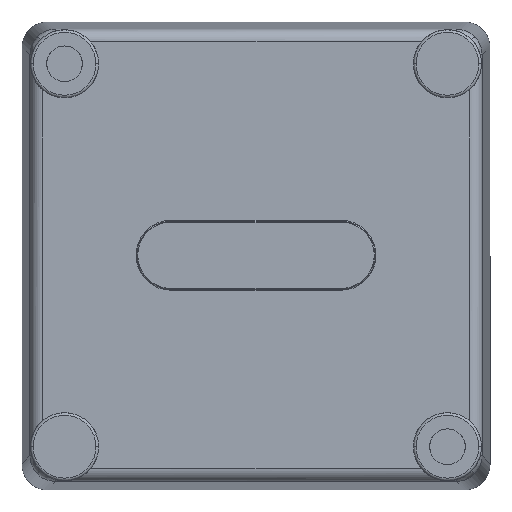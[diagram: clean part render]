
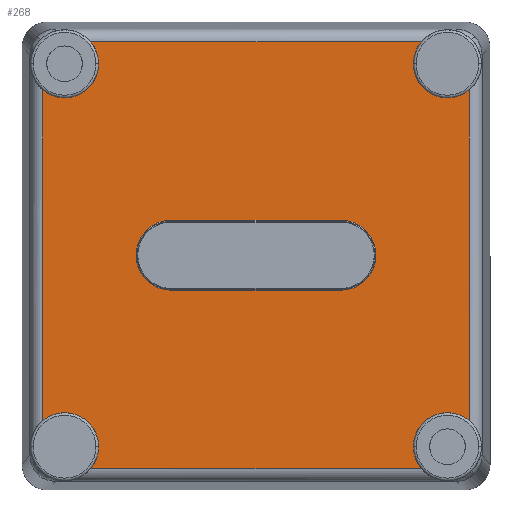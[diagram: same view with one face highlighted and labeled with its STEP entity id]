
A CAD part, top view. The second image highlights one B-rep face of the part: STEP entity #268.
In plain terms, the highlighted planar face has unit normal (0, 0, 1).
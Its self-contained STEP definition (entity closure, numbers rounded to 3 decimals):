
#23 = ORIENTED_EDGE ( 'NONE', *, *, #59, .T. ) ;
#32 = VERTEX_POINT ( 'NONE', #3912 ) ;
#33 = VERTEX_POINT ( 'NONE', #3911 ) ;
#34 = ORIENTED_EDGE ( 'NONE', *, *, #69, .T. ) ;
#42 = VERTEX_POINT ( 'NONE', #3908 ) ;
#46 = EDGE_CURVE ( 'NONE', #42, #272, #3903, .T. ) ;
#51 = ORIENTED_EDGE ( 'NONE', *, *, #260, .T. ) ;
#52 = ORIENTED_EDGE ( 'NONE', *, *, #11628, .F. ) ;
#53 = ORIENTED_EDGE ( 'NONE', *, *, #74, .F. ) ;
#54 = ORIENTED_EDGE ( 'NONE', *, *, #57, .F. ) ;
#55 = EDGE_LOOP ( 'NONE', ( #54, #93, #89, #83, #85, #53, #52, #105, #88, #87, #100, #99 ) ) ;
#57 = EDGE_CURVE ( 'NONE', #32, #11578, #3895, .T. ) ;
#59 = EDGE_CURVE ( 'NONE', #33, #261, #3896, .T. ) ;
#69 = EDGE_CURVE ( 'NONE', #244, #33, #3919, .T. ) ;
#70 = ORIENTED_EDGE ( 'NONE', *, *, #71, .T. ) ;
#71 = EDGE_CURVE ( 'NONE', #73, #252, #3986, .T. ) ;
#72 = VERTEX_POINT ( 'NONE', #3982 ) ;
#73 = VERTEX_POINT ( 'NONE', #3981 ) ;
#74 = EDGE_CURVE ( 'NONE', #11630, #79, #3980, .T. ) ;
#76 = EDGE_CURVE ( 'NONE', #81, #79, #3972, .T. ) ;
#79 = VERTEX_POINT ( 'NONE', #3974 ) ;
#81 = VERTEX_POINT ( 'NONE', #3987 ) ;
#83 = ORIENTED_EDGE ( 'NONE', *, *, #84, .F. ) ;
#84 = EDGE_CURVE ( 'NONE', #81, #229, #4045, .T. ) ;
#85 = ORIENTED_EDGE ( 'NONE', *, *, #76, .T. ) ;
#87 = ORIENTED_EDGE ( 'NONE', *, *, #46, .F. ) ;
#88 = ORIENTED_EDGE ( 'NONE', *, *, #102, .F. ) ;
#89 = ORIENTED_EDGE ( 'NONE', *, *, #232, .F. ) ;
#91 = EDGE_CURVE ( 'NONE', #32, #228, #4038, .T. ) ;
#93 = ORIENTED_EDGE ( 'NONE', *, *, #91, .T. ) ;
#99 = ORIENTED_EDGE ( 'NONE', *, *, #11577, .F. ) ;
#100 = ORIENTED_EDGE ( 'NONE', *, *, #101, .T. ) ;
#101 = EDGE_CURVE ( 'NONE', #42, #11576, #4013, .T. ) ;
#102 = EDGE_CURVE ( 'NONE', #272, #72, #4074, .T. ) ;
#105 = ORIENTED_EDGE ( 'NONE', *, *, #106, .T. ) ;
#106 = EDGE_CURVE ( 'NONE', #11566, #72, #4069, .T. ) ;
#228 = VERTEX_POINT ( 'NONE', #4332 ) ;
#229 = VERTEX_POINT ( 'NONE', #4311 ) ;
#232 = EDGE_CURVE ( 'NONE', #229, #228, #4310, .T. ) ;
#244 = VERTEX_POINT ( 'NONE', #4352 ) ;
#252 = VERTEX_POINT ( 'NONE', #4376 ) ;
#260 = EDGE_CURVE ( 'NONE', #252, #244, #4412, .T. ) ;
#261 = VERTEX_POINT ( 'NONE', #4397 ) ;
#263 = EDGE_CURVE ( 'NONE', #261, #73, #4395, .T. ) ;
#264 = EDGE_LOOP ( 'NONE', ( #266, #70, #51, #34, #23 ) ) ;
#266 = ORIENTED_EDGE ( 'NONE', *, *, #263, .T. ) ;
#268 = ADVANCED_FACE ( 'NONE', ( #4450, #4449 ), #4448, .T. ) ;
#272 = VERTEX_POINT ( 'NONE', #4439 ) ;
#3893 = DIRECTION ( 'NONE',  ( 0., 0., 1. ) ) ;
#3894 = AXIS2_PLACEMENT_3D ( 'NONE', #3898, #3893, #3934 ) ;
#3895 = CIRCLE ( 'NONE', #3894, 4. ) ;
#3896 = LINE ( 'NONE', #3933, #3932 ) ;
#3898 = CARTESIAN_POINT ( 'NONE',  ( -22.5, -22.5, 50. ) ) ;
#3899 = DIRECTION ( 'NONE',  ( 1., 0., 0. ) ) ;
#3900 = DIRECTION ( 'NONE',  ( 0., 0., 1. ) ) ;
#3901 = CARTESIAN_POINT ( 'NONE',  ( -22.5, 22.5, 50. ) ) ;
#3902 = AXIS2_PLACEMENT_3D ( 'NONE', #3901, #3900, #3899 ) ;
#3903 = CIRCLE ( 'NONE', #3902, 4. ) ;
#3908 = CARTESIAN_POINT ( 'NONE',  ( -25.068, 19.434, 50. ) ) ;
#3911 = CARTESIAN_POINT ( 'NONE',  ( 10., -4.099, 50. ) ) ;
#3912 = CARTESIAN_POINT ( 'NONE',  ( -19.434, -25.068, 50. ) ) ;
#3919 = CIRCLE ( 'NONE', #3949, 4.099 ) ;
#3931 = DIRECTION ( 'NONE',  ( -1., 0., 0. ) ) ;
#3932 = VECTOR ( 'NONE', #3931, 1000. ) ;
#3933 = CARTESIAN_POINT ( 'NONE',  ( -27.5, -4.099, 50. ) ) ;
#3934 = DIRECTION ( 'NONE',  ( 1., 0., 0. ) ) ;
#3946 = DIRECTION ( 'NONE',  ( 1., 0., 0. ) ) ;
#3947 = DIRECTION ( 'NONE',  ( 0., 0., -1. ) ) ;
#3948 = CARTESIAN_POINT ( 'NONE',  ( 10., 0., 50. ) ) ;
#3949 = AXIS2_PLACEMENT_3D ( 'NONE', #3948, #3947, #3946 ) ;
#3969 = DIRECTION ( 'NONE',  ( 0., 1., 0. ) ) ;
#3970 = VECTOR ( 'NONE', #3969, 1000. ) ;
#3971 = CARTESIAN_POINT ( 'NONE',  ( 25.068, 23.541, 50. ) ) ;
#3972 = LINE ( 'NONE', #3971, #3970 ) ;
#3974 = CARTESIAN_POINT ( 'NONE',  ( 25.068, 19.434, 50. ) ) ;
#3976 = DIRECTION ( 'NONE',  ( 1., 0., 0. ) ) ;
#3977 = DIRECTION ( 'NONE',  ( 0., 0., 1. ) ) ;
#3978 = CARTESIAN_POINT ( 'NONE',  ( 22.5, 22.5, 50. ) ) ;
#3979 = AXIS2_PLACEMENT_3D ( 'NONE', #3978, #3977, #3976 ) ;
#3980 = CIRCLE ( 'NONE', #3979, 4. ) ;
#3981 = CARTESIAN_POINT ( 'NONE',  ( -10., 4.099, 50. ) ) ;
#3982 = CARTESIAN_POINT ( 'NONE',  ( -19.434, 25.068, 50. ) ) ;
#3983 = DIRECTION ( 'NONE',  ( 1., 0., 0. ) ) ;
#3984 = VECTOR ( 'NONE', #3983, 1000. ) ;
#3985 = CARTESIAN_POINT ( 'NONE',  ( -27.5, 4.099, 50. ) ) ;
#3986 = LINE ( 'NONE', #3985, #3984 ) ;
#3987 = CARTESIAN_POINT ( 'NONE',  ( 25.068, -19.434, 50. ) ) ;
#4010 = DIRECTION ( 'NONE',  ( 0., -1., 0. ) ) ;
#4011 = VECTOR ( 'NONE', #4010, 1000. ) ;
#4012 = CARTESIAN_POINT ( 'NONE',  ( -25.068, -23.541, 50. ) ) ;
#4013 = LINE ( 'NONE', #4012, #4011 ) ;
#4014 = CARTESIAN_POINT ( 'NONE',  ( -22.5, 22.5, 50. ) ) ;
#4035 = DIRECTION ( 'NONE',  ( 1., 0., 0. ) ) ;
#4036 = VECTOR ( 'NONE', #4035, 1000. ) ;
#4037 = CARTESIAN_POINT ( 'NONE',  ( 23.541, -25.068, 50. ) ) ;
#4038 = LINE ( 'NONE', #4037, #4036 ) ;
#4041 = DIRECTION ( 'NONE',  ( 1., 0., 0. ) ) ;
#4042 = DIRECTION ( 'NONE',  ( 0., 0., 1. ) ) ;
#4043 = CARTESIAN_POINT ( 'NONE',  ( 22.5, -22.5, 50. ) ) ;
#4044 = AXIS2_PLACEMENT_3D ( 'NONE', #4043, #4042, #4041 ) ;
#4045 = CIRCLE ( 'NONE', #4044, 4. ) ;
#4066 = DIRECTION ( 'NONE',  ( -1., 0., 0. ) ) ;
#4067 = VECTOR ( 'NONE', #4066, 1000. ) ;
#4068 = CARTESIAN_POINT ( 'NONE',  ( -23.541, 25.068, 50. ) ) ;
#4069 = LINE ( 'NONE', #4068, #4067 ) ;
#4071 = DIRECTION ( 'NONE',  ( 1., 0., 0. ) ) ;
#4072 = DIRECTION ( 'NONE',  ( 0., 0., 1. ) ) ;
#4073 = AXIS2_PLACEMENT_3D ( 'NONE', #4014, #4072, #4071 ) ;
#4074 = CIRCLE ( 'NONE', #4073, 4. ) ;
#4306 = DIRECTION ( 'NONE',  ( 1., 0., 0. ) ) ;
#4307 = DIRECTION ( 'NONE',  ( 0., 0., 1. ) ) ;
#4308 = CARTESIAN_POINT ( 'NONE',  ( 22.5, -22.5, 50. ) ) ;
#4309 = AXIS2_PLACEMENT_3D ( 'NONE', #4308, #4307, #4306 ) ;
#4310 = CIRCLE ( 'NONE', #4309, 4. ) ;
#4311 = CARTESIAN_POINT ( 'NONE',  ( 18.5, -22.5, 50. ) ) ;
#4332 = CARTESIAN_POINT ( 'NONE',  ( 19.434, -25.068, 50. ) ) ;
#4352 = CARTESIAN_POINT ( 'NONE',  ( 14.099, 0., 50. ) ) ;
#4376 = CARTESIAN_POINT ( 'NONE',  ( 10., 4.099, 50. ) ) ;
#4392 = DIRECTION ( 'NONE',  ( 0., 0., -1. ) ) ;
#4393 = CARTESIAN_POINT ( 'NONE',  ( -10., 0., 50. ) ) ;
#4394 = AXIS2_PLACEMENT_3D ( 'NONE', #4393, #4392, #4455 ) ;
#4395 = CIRCLE ( 'NONE', #4394, 4.099 ) ;
#4397 = CARTESIAN_POINT ( 'NONE',  ( -10., -4.099, 50. ) ) ;
#4398 = DIRECTION ( 'NONE',  ( 1., 0., 0. ) ) ;
#4399 = DIRECTION ( 'NONE',  ( 0., 0., -1. ) ) ;
#4400 = CARTESIAN_POINT ( 'NONE',  ( 10., 0., 50. ) ) ;
#4411 = AXIS2_PLACEMENT_3D ( 'NONE', #4400, #4399, #4398 ) ;
#4412 = CIRCLE ( 'NONE', #4411, 4.099 ) ;
#4439 = CARTESIAN_POINT ( 'NONE',  ( -18.5, 22.5, 50. ) ) ;
#4444 = DIRECTION ( 'NONE',  ( 1., 0., 0. ) ) ;
#4445 = DIRECTION ( 'NONE',  ( 0., 0., 1. ) ) ;
#4446 = AXIS2_PLACEMENT_3D ( 'NONE', #4447, #4445, #4444 ) ;
#4447 = CARTESIAN_POINT ( 'NONE',  ( -27.5, -27.5, 50. ) ) ;
#4448 = PLANE ( 'NONE',  #4446 ) ;
#4449 = FACE_OUTER_BOUND ( 'NONE', #55, .T. ) ;
#4450 = FACE_BOUND ( 'NONE', #264, .T. ) ;
#4455 = DIRECTION ( 'NONE',  ( 1., 0., 0. ) ) ;
#11566 = VERTEX_POINT ( 'NONE', #12360 ) ;
#11576 = VERTEX_POINT ( 'NONE', #12392 ) ;
#11577 = EDGE_CURVE ( 'NONE', #11578, #11576, #12429, .T. ) ;
#11578 = VERTEX_POINT ( 'NONE', #12425 ) ;
#11628 = EDGE_CURVE ( 'NONE', #11566, #11630, #12509, .T. ) ;
#11630 = VERTEX_POINT ( 'NONE', #12504 ) ;
#12360 = CARTESIAN_POINT ( 'NONE',  ( 19.434, 25.068, 50. ) ) ;
#12391 = CARTESIAN_POINT ( 'NONE',  ( -22.5, -22.5, 50. ) ) ;
#12392 = CARTESIAN_POINT ( 'NONE',  ( -25.068, -19.434, 50. ) ) ;
#12425 = CARTESIAN_POINT ( 'NONE',  ( -18.5, -22.5, 50. ) ) ;
#12426 = DIRECTION ( 'NONE',  ( 1., 0., 0. ) ) ;
#12427 = DIRECTION ( 'NONE',  ( 0., 0., 1. ) ) ;
#12428 = AXIS2_PLACEMENT_3D ( 'NONE', #12391, #12427, #12426 ) ;
#12429 = CIRCLE ( 'NONE', #12428, 4. ) ;
#12504 = CARTESIAN_POINT ( 'NONE',  ( 18.5, 22.5, 50. ) ) ;
#12505 = DIRECTION ( 'NONE',  ( 1., 0., 0. ) ) ;
#12506 = DIRECTION ( 'NONE',  ( 0., 0., 1. ) ) ;
#12507 = CARTESIAN_POINT ( 'NONE',  ( 22.5, 22.5, 50. ) ) ;
#12508 = AXIS2_PLACEMENT_3D ( 'NONE', #12507, #12506, #12505 ) ;
#12509 = CIRCLE ( 'NONE', #12508, 4. ) ;
